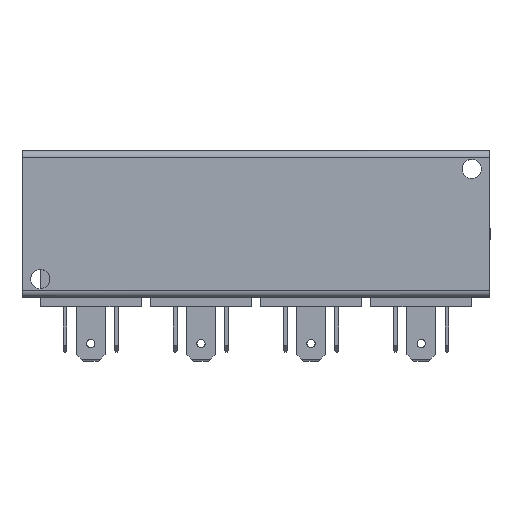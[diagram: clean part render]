
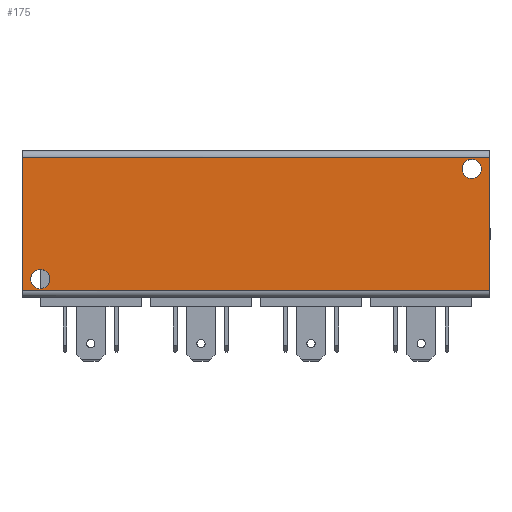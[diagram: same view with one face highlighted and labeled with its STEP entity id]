
A CAD part, top view. The second image highlights one B-rep face of the part: STEP entity #175.
In plain terms, the highlighted planar face has unit normal (0, 0, -1).
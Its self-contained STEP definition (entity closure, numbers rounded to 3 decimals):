
#54=FACE_BOUND('',#1706,.T.);
#55=FACE_BOUND('',#1707,.T.);
#175=ADVANCED_FACE('',(#937,#54,#55),#10773,.T.);
#937=FACE_OUTER_BOUND('',#1705,.T.);
#1705=EDGE_LOOP('',(#2657,#2658,#2659,#2660));
#1706=EDGE_LOOP('',(#2661,#2662));
#1707=EDGE_LOOP('',(#2663,#2664));
#2657=ORIENTED_EDGE('',*,*,#6151,.T.);
#2658=ORIENTED_EDGE('',*,*,#6150,.T.);
#2659=ORIENTED_EDGE('',*,*,#6149,.T.);
#2660=ORIENTED_EDGE('',*,*,#6146,.T.);
#2661=ORIENTED_EDGE('',*,*,#6109,.F.);
#2662=ORIENTED_EDGE('',*,*,#6108,.F.);
#2663=ORIENTED_EDGE('',*,*,#6136,.F.);
#2664=ORIENTED_EDGE('',*,*,#6137,.F.);
#6108=EDGE_CURVE('',#9681,#9682,#8893,.T.);
#6109=EDGE_CURVE('',#9682,#9681,#8894,.T.);
#6136=EDGE_CURVE('',#9702,#9703,#8903,.T.);
#6137=EDGE_CURVE('',#9703,#9702,#8904,.T.);
#6146=EDGE_CURVE('',#9715,#9716,#7900,.T.);
#6149=EDGE_CURVE('',#9718,#9715,#7902,.T.);
#6150=EDGE_CURVE('',#9719,#9718,#7903,.T.);
#6151=EDGE_CURVE('',#9716,#9719,#7904,.T.);
#7900=B_SPLINE_CURVE_WITH_KNOTS('',1,(#16629,#16630),.UNSPECIFIED.,.F.,
 .F.,(2,2),(-40.5,61.5),.UNSPECIFIED.);
#7902=B_SPLINE_CURVE_WITH_KNOTS('',1,(#16636,#16637),.UNSPECIFIED.,.F.,
 .F.,(2,2),(-8.144,20.856),.UNSPECIFIED.);
#7903=B_SPLINE_CURVE_WITH_KNOTS('',1,(#16638,#16639),.UNSPECIFIED.,.F.,
 .F.,(2,2),(-76.5,25.5),.UNSPECIFIED.);
#7904=B_SPLINE_CURVE_WITH_KNOTS('',1,(#16640,#16641),.UNSPECIFIED.,.F.,
 .F.,(2,2),(-20.856,8.144),.UNSPECIFIED.);
#8893=(
BOUNDED_CURVE()
B_SPLINE_CURVE(2,(#16446,#16447,#16448,#16449,#16450),.UNSPECIFIED.,.F.,
 .F.)
B_SPLINE_CURVE_WITH_KNOTS((3,2,3),(-6.597,-3.299,
0.),.UNSPECIFIED.)
CURVE()
GEOMETRIC_REPRESENTATION_ITEM()
RATIONAL_B_SPLINE_CURVE((1.,0.707,1.,0.707,1.))
REPRESENTATION_ITEM('')
);
#8894=(
BOUNDED_CURVE()
B_SPLINE_CURVE(2,(#16451,#16452,#16453,#16454,#16455),.UNSPECIFIED.,.F.,
 .F.)
B_SPLINE_CURVE_WITH_KNOTS((3,2,3),(-13.195,-9.896,
-6.597),.UNSPECIFIED.)
CURVE()
GEOMETRIC_REPRESENTATION_ITEM()
RATIONAL_B_SPLINE_CURVE((1.,0.707,1.,0.707,1.))
REPRESENTATION_ITEM('')
);
#8903=(
BOUNDED_CURVE()
B_SPLINE_CURVE(2,(#16596,#16597,#16598,#16599,#16600),.UNSPECIFIED.,.F.,
 .F.)
B_SPLINE_CURVE_WITH_KNOTS((3,2,3),(-6.597,-3.299,
0.),.UNSPECIFIED.)
CURVE()
GEOMETRIC_REPRESENTATION_ITEM()
RATIONAL_B_SPLINE_CURVE((1.,0.707,1.,0.707,1.))
REPRESENTATION_ITEM('')
);
#8904=(
BOUNDED_CURVE()
B_SPLINE_CURVE(2,(#16601,#16602,#16603,#16604,#16605),.UNSPECIFIED.,.F.,
 .F.)
B_SPLINE_CURVE_WITH_KNOTS((3,2,3),(-13.195,-9.896,
-6.597),.UNSPECIFIED.)
CURVE()
GEOMETRIC_REPRESENTATION_ITEM()
RATIONAL_B_SPLINE_CURVE((1.,0.707,1.,0.707,1.))
REPRESENTATION_ITEM('')
);
#9681=VERTEX_POINT('',#15888);
#9682=VERTEX_POINT('',#15889);
#9702=VERTEX_POINT('',#15909);
#9703=VERTEX_POINT('',#15910);
#9715=VERTEX_POINT('',#15922);
#9716=VERTEX_POINT('',#15923);
#9718=VERTEX_POINT('',#15925);
#9719=VERTEX_POINT('',#15926);
#10773=PLANE('',#11623);
#11623=AXIS2_PLACEMENT_3D('',#12420,#11963,$);
#11963=DIRECTION('',(0.,0.,-1.));
#12420=CARTESIAN_POINT('',(-39.01,-13.51,30.));
#15888=CARTESIAN_POINT('',(59.,15.1,30.));
#15889=CARTESIAN_POINT('',(59.,10.9,30.));
#15909=CARTESIAN_POINT('',(-35.,-8.9,30.));
#15910=CARTESIAN_POINT('',(-35.,-13.1,30.));
#15922=CARTESIAN_POINT('',(63.,-13.5,30.));
#15923=CARTESIAN_POINT('',(-39.,-13.5,30.));
#15925=CARTESIAN_POINT('',(63.,15.5,30.));
#15926=CARTESIAN_POINT('',(-39.,15.5,30.));
#16446=CARTESIAN_POINT('',(59.,15.1,30.));
#16447=CARTESIAN_POINT('',(61.1,15.1,30.));
#16448=CARTESIAN_POINT('',(61.1,13.,30.));
#16449=CARTESIAN_POINT('',(61.1,10.9,30.));
#16450=CARTESIAN_POINT('',(59.,10.9,30.));
#16451=CARTESIAN_POINT('',(59.,10.9,30.));
#16452=CARTESIAN_POINT('',(56.9,10.9,30.));
#16453=CARTESIAN_POINT('',(56.9,13.,30.));
#16454=CARTESIAN_POINT('',(56.9,15.1,30.));
#16455=CARTESIAN_POINT('',(59.,15.1,30.));
#16596=CARTESIAN_POINT('',(-35.,-8.9,30.));
#16597=CARTESIAN_POINT('',(-32.9,-8.9,30.));
#16598=CARTESIAN_POINT('',(-32.9,-11.,30.));
#16599=CARTESIAN_POINT('',(-32.9,-13.1,30.));
#16600=CARTESIAN_POINT('',(-35.,-13.1,30.));
#16601=CARTESIAN_POINT('',(-35.,-13.1,30.));
#16602=CARTESIAN_POINT('',(-37.1,-13.1,30.));
#16603=CARTESIAN_POINT('',(-37.1,-11.,30.));
#16604=CARTESIAN_POINT('',(-37.1,-8.9,30.));
#16605=CARTESIAN_POINT('',(-35.,-8.9,30.));
#16629=CARTESIAN_POINT('',(63.,-13.5,30.));
#16630=CARTESIAN_POINT('',(-39.,-13.5,30.));
#16636=CARTESIAN_POINT('',(63.,15.5,30.));
#16637=CARTESIAN_POINT('',(63.,-13.5,30.));
#16638=CARTESIAN_POINT('',(-39.,15.5,30.));
#16639=CARTESIAN_POINT('',(63.,15.5,30.));
#16640=CARTESIAN_POINT('',(-39.,-13.5,30.));
#16641=CARTESIAN_POINT('',(-39.,15.5,30.));
